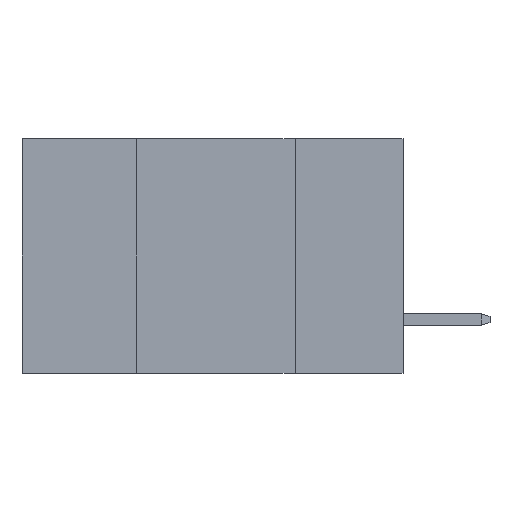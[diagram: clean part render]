
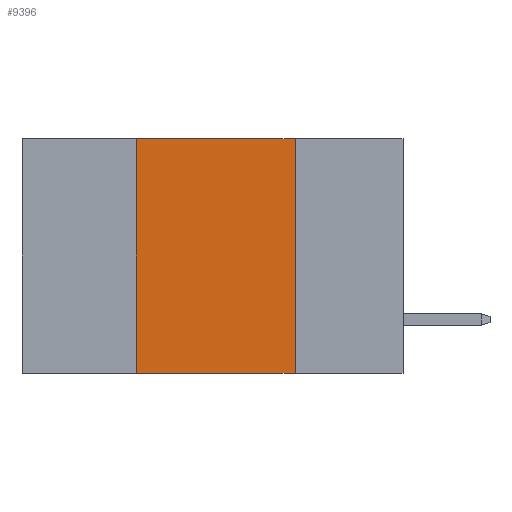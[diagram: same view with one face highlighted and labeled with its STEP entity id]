
A CAD part, left-side view. The second image highlights one B-rep face of the part: STEP entity #9396.
In plain terms, the highlighted planar face has unit normal (-1, 0, 0).
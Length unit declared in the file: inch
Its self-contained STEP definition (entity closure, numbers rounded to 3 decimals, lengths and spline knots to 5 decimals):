
#308 = DIRECTION ( 'NONE',  ( 0., -1., 0. ) ) ;
#508 = ORIENTED_EDGE ( 'NONE', *, *, #5701, .F. ) ;
#825 = VECTOR ( 'NONE', #308, 39.37008 ) ;
#2539 = EDGE_CURVE ( 'NONE', #14741, #7134, #10246, .T. ) ;
#4447 = DIRECTION ( 'NONE',  ( 0., 0., 1. ) ) ;
#4558 = CARTESIAN_POINT ( 'NONE',  ( 0., 0.42, 0. ) ) ;
#4645 = AXIS2_PLACEMENT_3D ( 'NONE', #9990, #15602, #17357 ) ;
#5216 = ORIENTED_EDGE ( 'NONE', *, *, #15286, .F. ) ;
#5278 = ORIENTED_EDGE ( 'NONE', *, *, #7615, .T. ) ;
#5701 = EDGE_CURVE ( 'NONE', #7134, #17747, #17229, .T. ) ;
#6055 = FACE_OUTER_BOUND ( 'NONE', #15704, .T. ) ;
#6435 = CARTESIAN_POINT ( 'NONE',  ( 0., 0.17, 0. ) ) ;
#7134 = VERTEX_POINT ( 'NONE', #4558 ) ;
#7348 = CARTESIAN_POINT ( 'NONE',  ( 0., 0.42, -0.37 ) ) ;
#7364 = VECTOR ( 'NONE', #4447, 39.37008 ) ;
#7615 = EDGE_CURVE ( 'NONE', #14741, #12362, #14528, .T. ) ;
#9396 = ADVANCED_FACE ( 'NONE', ( #6055 ), #11679, .F. ) ;
#9990 = CARTESIAN_POINT ( 'NONE',  ( 0., 0.6, 0. ) ) ;
#10246 = LINE ( 'NONE', #12826, #7364 ) ;
#10471 = CARTESIAN_POINT ( 'NONE',  ( 0., 0.17, -0.37 ) ) ;
#10682 = CARTESIAN_POINT ( 'NONE',  ( 0., 0.6, -0.37 ) ) ;
#10948 = VECTOR ( 'NONE', #16182, 39.37008 ) ;
#11679 = PLANE ( 'NONE',  #4645 ) ;
#11993 = DIRECTION ( 'NONE',  ( 0., 0., -1. ) ) ;
#12362 = VERTEX_POINT ( 'NONE', #10471 ) ;
#12633 = CARTESIAN_POINT ( 'NONE',  ( 0., 0.6, 0. ) ) ;
#12826 = CARTESIAN_POINT ( 'NONE',  ( 0., 0.42, 0. ) ) ;
#13321 = VECTOR ( 'NONE', #11993, 39.37008 ) ;
#13362 = ORIENTED_EDGE ( 'NONE', *, *, #2539, .F. ) ;
#14528 = LINE ( 'NONE', #10682, #10948 ) ;
#14738 = LINE ( 'NONE', #14916, #13321 ) ;
#14741 = VERTEX_POINT ( 'NONE', #7348 ) ;
#14916 = CARTESIAN_POINT ( 'NONE',  ( 0., 0.17, 0. ) ) ;
#15286 = EDGE_CURVE ( 'NONE', #17747, #12362, #14738, .T. ) ;
#15602 = DIRECTION ( 'NONE',  ( 1., 0., 0. ) ) ;
#15704 = EDGE_LOOP ( 'NONE', ( #5216, #508, #13362, #5278 ) ) ;
#16182 = DIRECTION ( 'NONE',  ( 0., -1., 0. ) ) ;
#17229 = LINE ( 'NONE', #12633, #825 ) ;
#17357 = DIRECTION ( 'NONE',  ( 0., 0., -1. ) ) ;
#17747 = VERTEX_POINT ( 'NONE', #6435 ) ;
